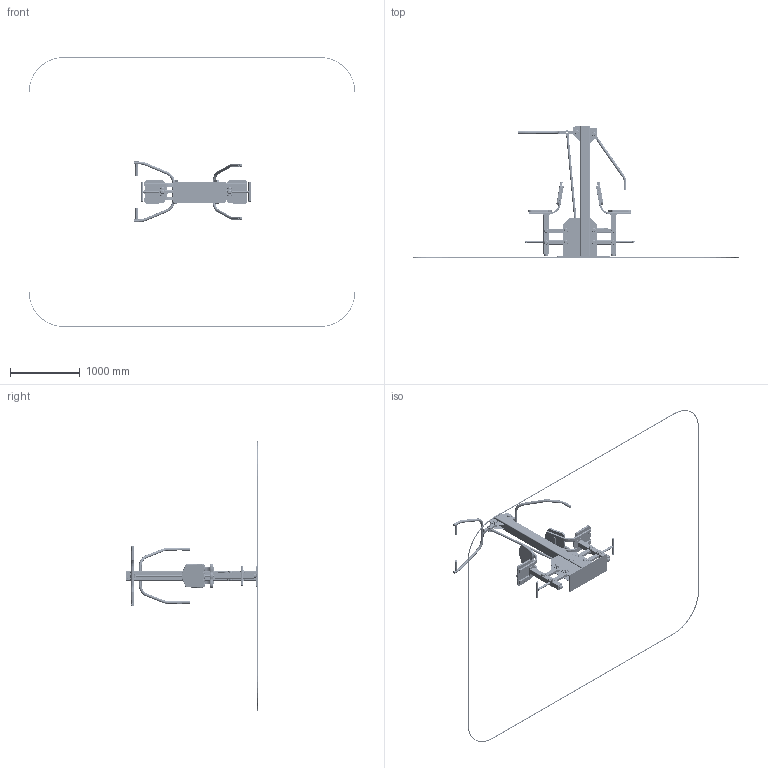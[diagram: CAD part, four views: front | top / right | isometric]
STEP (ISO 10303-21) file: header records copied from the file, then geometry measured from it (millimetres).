
FILE_DESCRIPTION(('STEP AP214'), '1');
FILE_NAME('òðåíàæåð_Æèì ñèäÿ äâîéíîé', '', ('UNSPECIFIED'), ('UNSPECIFIED'), 'C3D Converter', 'C3D Toolkit', '');
FILE_SCHEMA(('AUTOMOTIVE_DESIGN { 1 0 10303 214 3 1 1}'));
Length unit declared in the file: millimetre
Products named in the file (72): УТ-10.1Н.01.00.00; УТ-10.1Н.01.01.00; УТ-10.1Н.01.01.04; УТ-10.1Н.01.01.02; УТ-10.1Н.01.01.05; УТ-16; В-02; УТ-10.1Н.03.01.07; УТ-10.1Н.02.00.00; УТ-10.1Н.02.01.00; УТ-10.1Н.02.01.03; УТ-10.1Н.02.01.01; УТ-10.1Н.02.01.02; УТ-07.1.14.02.01.03; УТ-10.1Н.03.00.00; УТ-10.1Н.03.01.00; УТ-10.1Н.03.01.03; УТ-11.03.01.04; УТ-10.1Н.03.01.02; В-12; В-01; УТ-10.1Н.00.01.00; УТ-10.1Н.00.01.02; УТ-10.1Н.00.01.01; УТ-10.1Н.00.06.02; УТ-10.1Н.00.06.03; УТ-10.1Н.00.02.04; УТ-10.1Н.00.02.02; УТ-10.1Н.00.00.04; ФК-03.03
Assembly tree (147 placements, depth 4):
  (unnamed)
    УТ-10.1Н.01.00.00  x2
      УТ-10.1Н.01.01.00
        (unnamed)
        УТ-10.1Н.01.01.04
        (unnamed)
        УТ-10.1Н.01.01.02
        УТ-10.1Н.01.01.05
      (unnamed)
      (unnamed)
    УТ-16  x2
      В-02
      (unnamed)
      УТ-10.1Н.03.01.07
    УТ-10.1Н.02.00.00  x2
      УТ-10.1Н.02.01.00
        УТ-10.1Н.02.01.03
        УТ-10.1Н.02.01.01
        УТ-10.1Н.02.01.02  x2
      УТ-07.1.14.02.01.03
      (unnamed)
    УТ-10.1Н.03.00.00
      УТ-10.1Н.03.01.00
        УТ-10.1Н.03.01.03
        (unnamed)
        УТ-11.03.01.04  x2
        (unnamed)  x4
        УТ-10.1Н.03.01.07
        УТ-10.1Н.03.01.02
        (unnamed)  x2
        В-12
      (unnamed)  x2
      (unnamed)  x2
    (unnamed)
      (unnamed)
        УТ-10.1Н.03.01.07
        (unnamed)
        В-12
        (unnamed)
        (unnamed)
        (unnamed)  x2
      (unnamed)  x2
    В-01  x10
    УТ-10.1Н.00.01.00  x19
      УТ-10.1Н.00.01.02
      УТ-10.1Н.00.01.01
    (unnamed)  x2
      В-02
      (unnamed)
    (unnamed)
      УТ-10.1Н.00.01.00
        УТ-10.1Н.00.01.02
        УТ-10.1Н.00.01.01
    (unnamed)
      (unnamed)
      УТ-10.1Н.00.06.02  x2
      УТ-10.1Н.00.06.03  x2
      (unnamed)  x2
    (unnamed)
      (unnamed)
Bounding box: 4676.3 x 1880 x 3866 mm (x, y, z)
Volume: 33705346.7 mm3; surface area: 10381509.4 mm2
Topology: 150 solids, 170 shells, 3403 faces, 7182 edges, 4298 vertices
Faces by surface type: plane 1244, cylinder 945, cone 858, torus 356
Full cylindrical faces by diameter (mm): 5 x4, 6.5 x2, 6.647 x8, 8 x4, 14 x2, 22 x4, 26 x4, 28 x8, 28.4 x5, 30 x28, 32 x12, 33.936 x10, 34 x19, 36 x10, 40 x16, 40.302 x2, 43 x20, 46 x40, 46.955 x4, 47 x16, 48.955 x6, 49 x28, 53 x40, 55 x20, 56 x20, 58 x28, 59 x20, 60 x14, 63 x20
Entity records: 34374 total; most frequent: CARTESIAN_POINT 6129, DIRECTION 4781, ORIENTED_EDGE 3828, EDGE_CURVE 1914, AXIS2_PLACEMENT_3D 1843, VERTEX_POINT 1343, EDGE_LOOP 1247, LINE 1095
